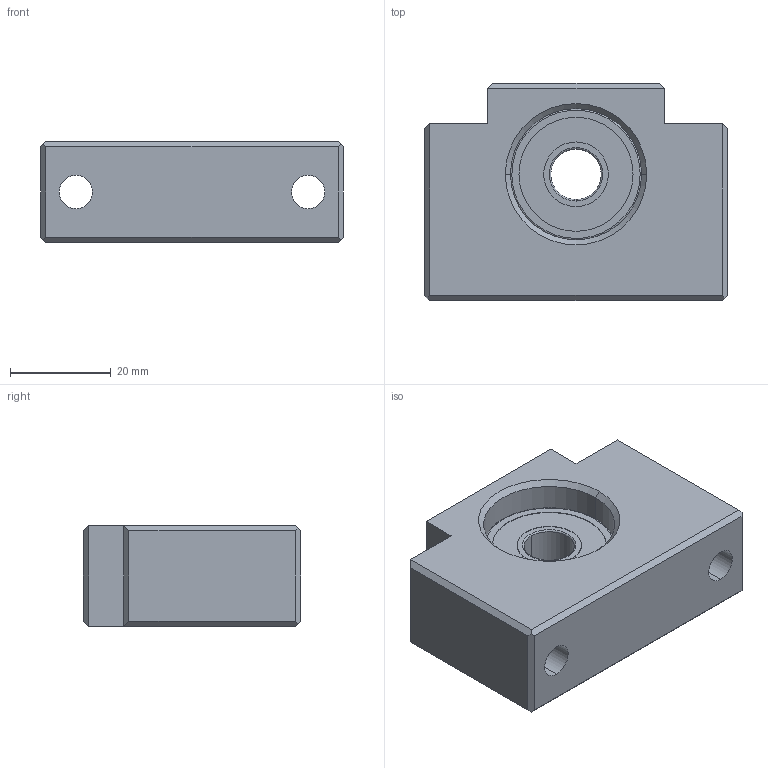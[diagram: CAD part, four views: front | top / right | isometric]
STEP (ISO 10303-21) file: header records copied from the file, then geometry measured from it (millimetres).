
FILE_DESCRIPTION (( 'STEP AP203' ), '1' );
FILE_NAME ('BF 12DS.STEP', '2014-07-21T10:25:32', ( '' ), ( '' ), 'SwSTEP 2.0', 'SolidWorks 2013', '' );
FILE_SCHEMA (( 'CONFIG_CONTROL_DESIGN' ));
Length unit declared in the file: millimetre
Products named in the file (3): 6000ZZ; BF 12DS; BLOCK
Assembly tree (2 placements, depth 2):
  BF 12DS
    BLOCK
    6000ZZ
Bounding box: 60 x 43 x 20 mm (x, y, z)
Volume: 35901.8 mm3; surface area: 14495.3 mm2
Topology: 14 solids, 14 shells, 112 faces, 262 edges, 146 vertices
Faces by surface type: cylinder 38, plane 38, bspline 32, cone 4
Entity records: 3615 total; most frequent: CARTESIAN_POINT 993, DIRECTION 504, ORIENTED_EDGE 452, EDGE_CURVE 226, AXIS2_PLACEMENT_3D 201, VERTEX_POINT 146, EDGE_LOOP 130, CIRCLE 116
